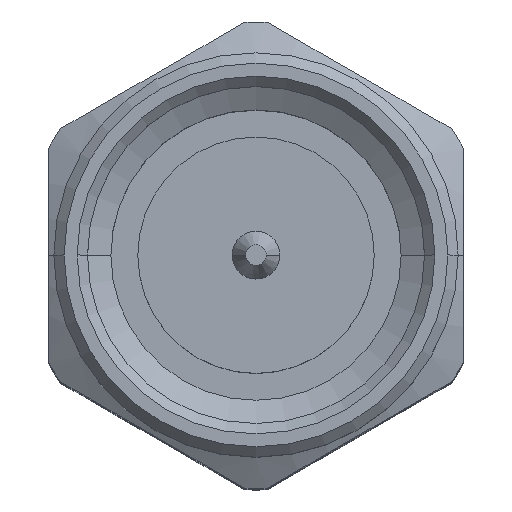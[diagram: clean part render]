
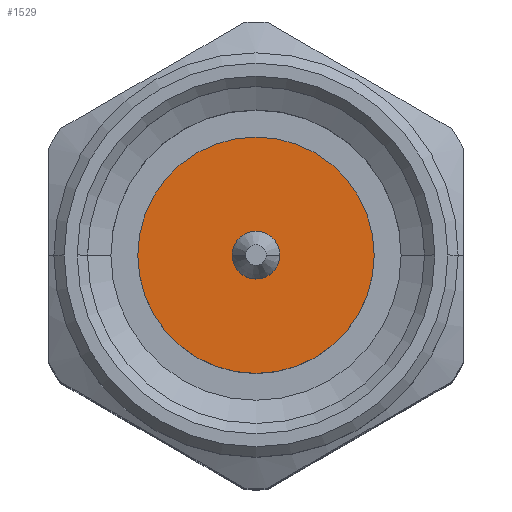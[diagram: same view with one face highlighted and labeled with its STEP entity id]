
A CAD part, top view. The second image highlights one B-rep face of the part: STEP entity #1529.
In plain terms, the highlighted planar face has unit normal (0, 0, 1).
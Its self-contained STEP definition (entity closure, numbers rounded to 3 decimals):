
#35 = CIRCLE ( 'NONE', #2420, 2.28 ) ;
#100 = CIRCLE ( 'NONE', #2432, 2.28 ) ;
#135 = CIRCLE ( 'NONE', #2027, 0.46 ) ;
#202 = VERTEX_POINT ( 'NONE', #1229 ) ;
#303 = VERTEX_POINT ( 'NONE', #1219 ) ;
#306 = VERTEX_POINT ( 'NONE', #1208 ) ;
#309 = VERTEX_POINT ( 'NONE', #1205 ) ;
#361 = EDGE_LOOP ( 'NONE', ( #499, #500 ) ) ;
#364 = EDGE_LOOP ( 'NONE', ( #501, #487 ) ) ;
#487 = ORIENTED_EDGE ( 'NONE', *, *, #1911, .T. ) ;
#499 = ORIENTED_EDGE ( 'NONE', *, *, #1999, .F. ) ;
#500 = ORIENTED_EDGE ( 'NONE', *, *, #1890, .F. ) ;
#501 = ORIENTED_EDGE ( 'NONE', *, *, #1933, .T. ) ;
#730 = FACE_OUTER_BOUND ( 'NONE', #364, .T. ) ;
#741 = FACE_BOUND ( 'NONE', #361, .T. ) ;
#1064 = DIRECTION ( 'NONE',  ( -1., 0., 0. ) ) ;
#1066 = PLANE ( 'NONE',  #1803 ) ;
#1071 = CARTESIAN_POINT ( 'NONE',  ( 0., 0.46, 0. ) ) ;
#1076 = DIRECTION ( 'NONE',  ( 0., 0., -1. ) ) ;
#1205 = CARTESIAN_POINT ( 'NONE',  ( 0.46, 0., 0. ) ) ;
#1208 = CARTESIAN_POINT ( 'NONE',  ( 2.28, 0., 0. ) ) ;
#1219 = CARTESIAN_POINT ( 'NONE',  ( -2.28, 0., 0. ) ) ;
#1229 = CARTESIAN_POINT ( 'NONE',  ( -0.46, 0., 0. ) ) ;
#1396 = CARTESIAN_POINT ( 'NONE',  ( 0., 0., 0. ) ) ;
#1397 = DIRECTION ( 'NONE',  ( 0., 0., 1. ) ) ;
#1398 = DIRECTION ( 'NONE',  ( 1., 0., 0. ) ) ;
#1430 = CARTESIAN_POINT ( 'NONE',  ( 0., 0., 0. ) ) ;
#1431 = DIRECTION ( 'NONE',  ( 0., 0., 1. ) ) ;
#1432 = DIRECTION ( 'NONE',  ( 1., 0., 0. ) ) ;
#1504 = AXIS2_PLACEMENT_3D ( 'NONE', #1396, #1397, #1398 ) ;
#1529 = ADVANCED_FACE ( 'NONE', ( #741, #730 ), #1066, .F. ) ;
#1678 = CARTESIAN_POINT ( 'NONE',  ( 0., 0., 0. ) ) ;
#1679 = DIRECTION ( 'NONE',  ( 0., 0., 1. ) ) ;
#1680 = DIRECTION ( 'NONE',  ( 1., 0., 0. ) ) ;
#1803 = AXIS2_PLACEMENT_3D ( 'NONE', #1071, #1076, #1064 ) ;
#1890 = EDGE_CURVE ( 'NONE', #202, #309, #135, .T. ) ;
#1911 = EDGE_CURVE ( 'NONE', #303, #306, #35, .T. ) ;
#1933 = EDGE_CURVE ( 'NONE', #306, #303, #100, .T. ) ;
#1999 = EDGE_CURVE ( 'NONE', #309, #202, #2180, .T. ) ;
#2027 = AXIS2_PLACEMENT_3D ( 'NONE', #1678, #1679, #1680 ) ;
#2180 = CIRCLE ( 'NONE', #1504, 0.46 ) ;
#2420 = AXIS2_PLACEMENT_3D ( 'NONE', #1430, #1431, #1432 ) ;
#2432 = AXIS2_PLACEMENT_3D ( 'NONE', #2457, #2458, #2459 ) ;
#2457 = CARTESIAN_POINT ( 'NONE',  ( 0., 0., 0. ) ) ;
#2458 = DIRECTION ( 'NONE',  ( 0., 0., 1. ) ) ;
#2459 = DIRECTION ( 'NONE',  ( 1., 0., 0. ) ) ;
